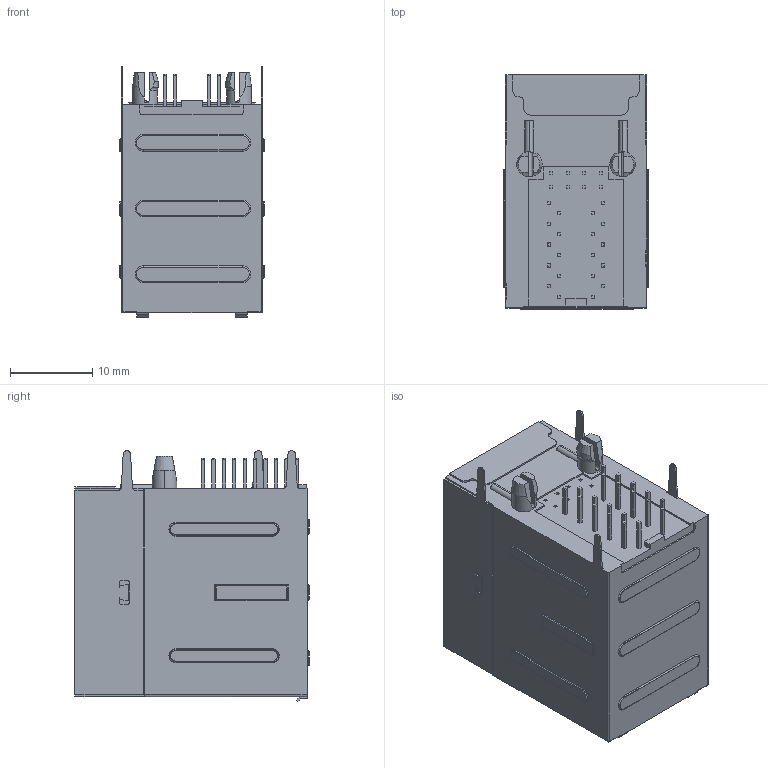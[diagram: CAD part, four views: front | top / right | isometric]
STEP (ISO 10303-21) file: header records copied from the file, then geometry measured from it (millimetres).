
FILE_DESCRIPTION((''),'2;1');
FILE_NAME('2X1_2021061500_ASM_1_2','2024-06-27T14:50:44',('DGKYD'),(''),'CREO PARAMETRIC BY PTC INC, 2019010','CREO PARAMETRIC BY PTC INC, 2019010','');
FILE_SCHEMA(('CONFIG_CONTROL_DESIGN'));
Length unit declared in the file: millimetre
Products named in the file (1): 2X1_2021061500_ASM_1_2
Bounding box: 17.61 x 28.5 x 30.51 mm (x, y, z)
Volume: 9836.6 mm3; surface area: 6126.1 mm2
Topology: 1 solids, 1 shells, 816 faces, 2179 edges, 1399 vertices
Faces by surface type: plane 618, cylinder 156, torus 31, cone 5, bspline 4, sphere 2
Entity records: 25469 total; most frequent: CARTESIAN_POINT 4900, ORIENTED_EDGE 4354, DIRECTION 4057, EDGE_CURVE 2177, VECTOR 1773, LINE 1773, VERTEX_POINT 1399, AXIS2_PLACEMENT_3D 1142
